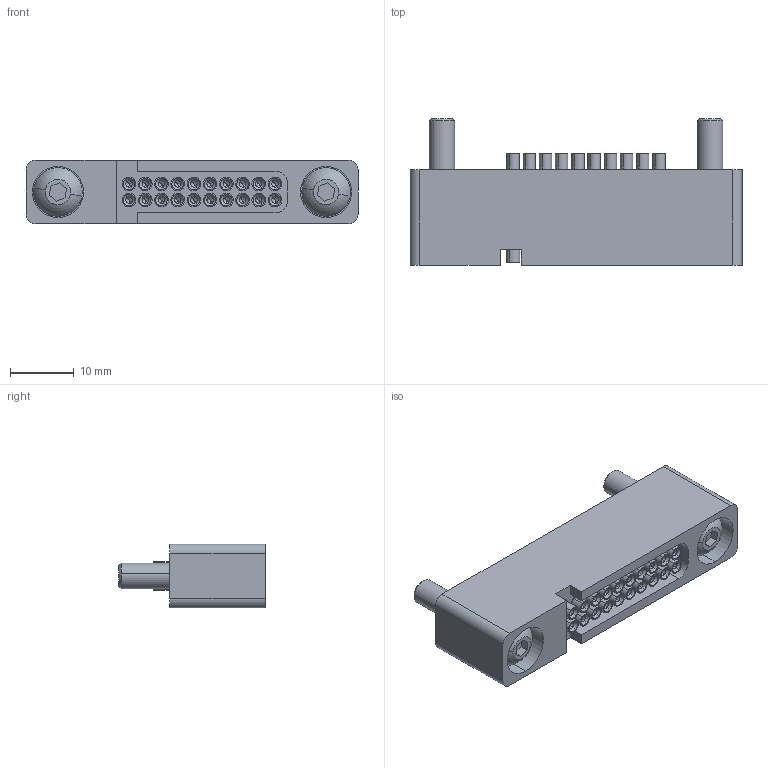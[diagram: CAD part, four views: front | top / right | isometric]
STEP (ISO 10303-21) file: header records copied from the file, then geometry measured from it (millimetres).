
FILE_DESCRIPTION (( 'STEP AP214' ), '1' );
FILE_NAME ('48738~0.STEP', '2017-04-24T09:16:35', ( '' ), ( '' ), 'SwSTEP 2.0', 'SolidWorks 2016', '' );
FILE_SCHEMA (( 'AUTOMOTIVE_DESIGN' ));
Length unit declared in the file: millimetre
Products named in the file (4): ISO7380~n_M04,0x020; 48734~2_S; 48738~0; KT-254_L3_E02~1
Assembly tree (23 placements, depth 2):
  48738~0
    48734~2_S
    KT-254_L3_E02~1  x20
    ISO7380~n_M04,0x020  x2
Bounding box: 52 x 23 x 10 mm (x, y, z)
Volume: 7063.4 mm3; surface area: 8281.7 mm2
Topology: 23 solids, 23 shells, 5059 faces, 14488 edges, 9461 vertices
Faces by surface type: plane 3281, cylinder 1408, cone 366, torus 4
Entity records: 11853 total; most frequent: CARTESIAN_POINT 2623, ORIENTED_EDGE 1946, DIRECTION 1839, EDGE_CURVE 973, AXIS2_PLACEMENT_3D 704, VERTEX_POINT 640, VECTOR 431, LINE 431
